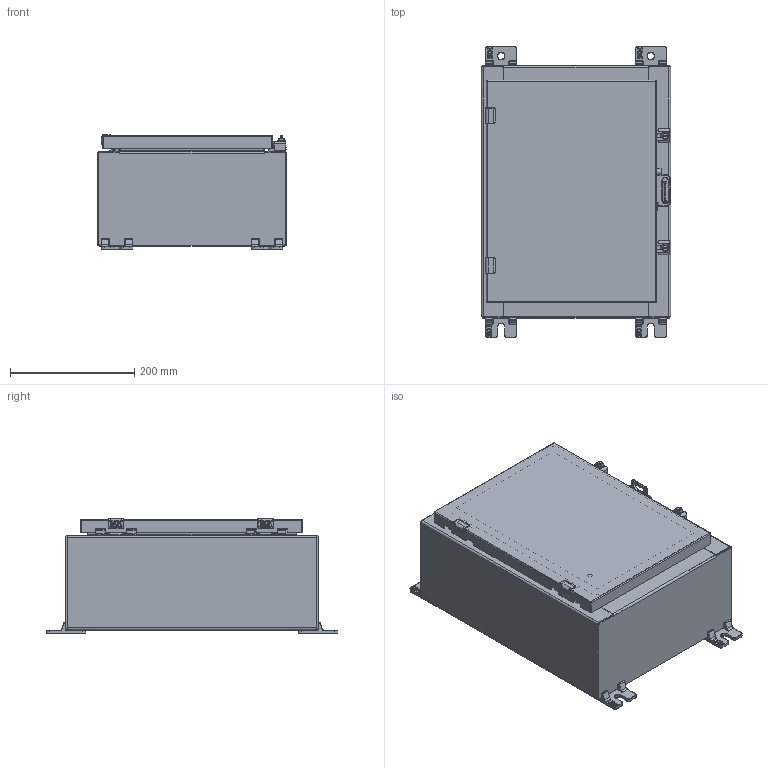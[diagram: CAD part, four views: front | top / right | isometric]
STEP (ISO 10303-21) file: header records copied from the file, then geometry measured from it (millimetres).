
FILE_DESCRIPTION (( 'STEP AP214' ), '1' );
FILE_NAME ('SCE-16H1206LP.STEP', '2021-01-26T18:25:56', ( '' ), ( '' ), 'SwSTEP 2.0', 'SolidWorks 2019', '' );
FILE_SCHEMA (( 'AUTOMOTIVE_DESIGN' ));
Length unit declared in the file: inch
Products named in the file (1): SCE-16H1206LP
Bounding box: 304.8 x 469.9 x 185.11 mm (x, y, z)
Volume: 1439596 mm3; surface area: 1352469 mm2
Topology: 56 solids, 56 shells, 3494 faces, 9093 edges, 5645 vertices
Faces by surface type: plane 1311, bspline 1028, cylinder 1010, cone 76, torus 41, sphere 28
Full cylindrical faces by diameter (mm): 1.016 x2, 3.454 x2, 3.962 x1, 3.978 x2, 4.064 x2, 4.318 x7, 4.369 x4, 4.775 x2, 4.978 x8, 5.156 x2, 5.182 x4, 5.207 x4, 5.232 x4, 5.537 x2, 6.096 x4, 6.198 x4, 6.299 x13, 6.35 x6, 6.363 x3, 6.756 x4, 7.137 x2, 7.874 x8, 7.925 x8, 8.433 x4, 9.296 x4, 9.322 x4, 9.525 x4, 9.55 x4, 11.112 x4, 11.125 x2
Entity records: 198887 total; most frequent: CARTESIAN_POINT 78503, ORIENTED_EDGE 17044, DIRECTION 12813, EDGE_CURVE 8522, VERTEX_POINT 5513, AXIS2_PLACEMENT_3D 4656, EDGE_LOOP 3983, FACE_OUTER_BOUND 3689
